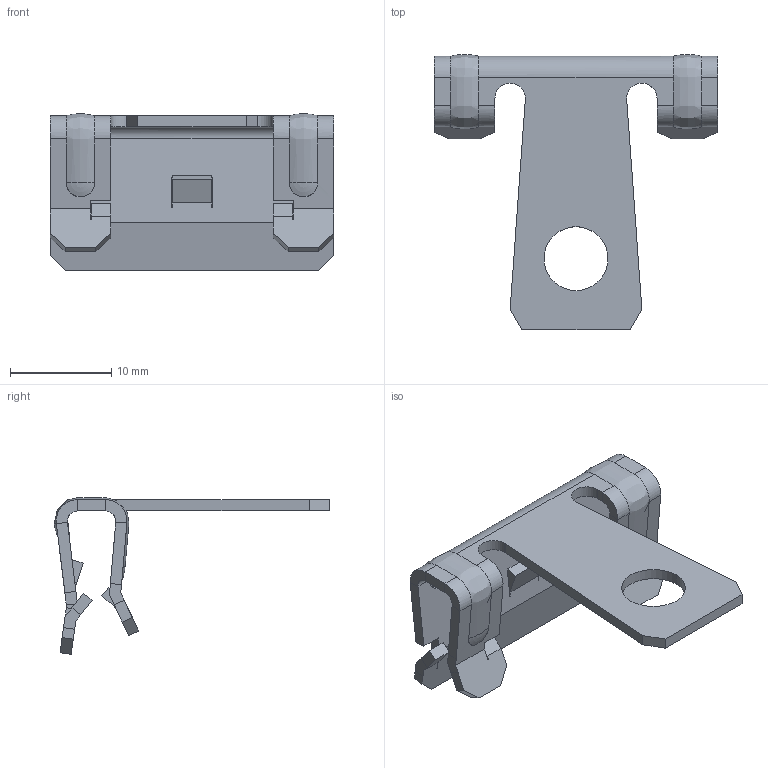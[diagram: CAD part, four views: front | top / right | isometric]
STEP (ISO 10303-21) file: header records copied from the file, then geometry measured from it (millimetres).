
FILE_DESCRIPTION (( 'STEP AP214' ), '1' );
FILE_NAME ('14488261.STEP', '2025-08-14T12:38:01', ( '' ), ( '' ), 'SwSTEP 2.0', 'SolidWorks 2024', '' );
FILE_SCHEMA (( 'AUTOMOTIVE_DESIGN' ));
Length unit declared in the file: millimetre
Products named in the file (1): 14488261
Bounding box: 28 x 27.15 x 15.45 mm (x, y, z)
Volume: 978.1 mm3; surface area: 2122.4 mm2
Topology: 1 solids, 1 shells, 185 faces, 578 edges, 375 vertices
Faces by surface type: plane 132, cylinder 30, torus 15, cone 4, bspline 4
Entity records: 8529 total; most frequent: CARTESIAN_POINT 3671, ORIENTED_EDGE 1132, DIRECTION 854, EDGE_CURVE 566, VERTEX_POINT 375, LINE 350, VECTOR 350, AXIS2_PLACEMENT_3D 252
